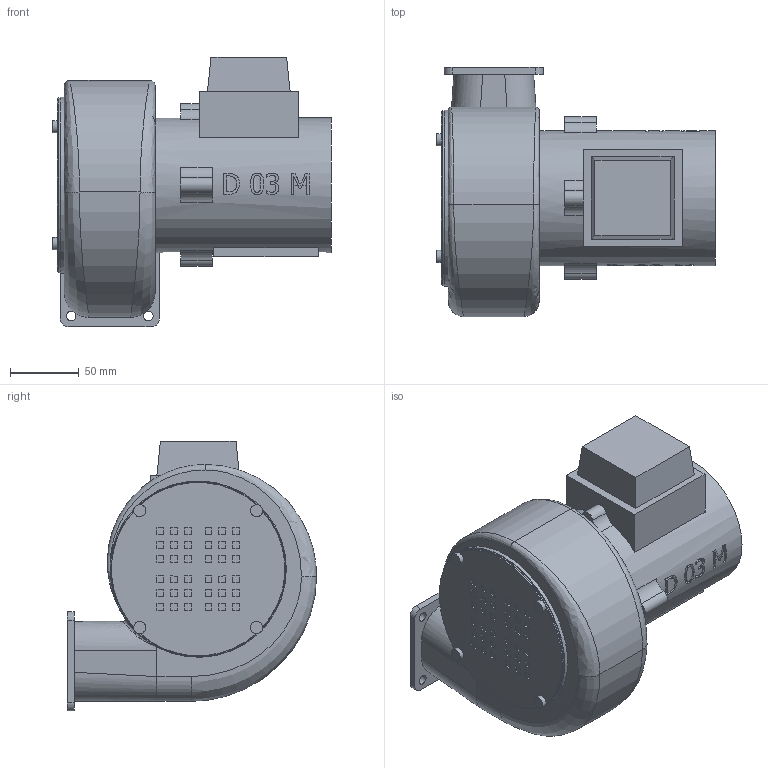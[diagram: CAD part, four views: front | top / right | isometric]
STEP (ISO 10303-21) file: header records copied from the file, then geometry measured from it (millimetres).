
FILE_DESCRIPTION((''),'2;1');
FILE_NAME('TB-3247.stp','2007-01-23T09:00:15',('kraft'),(''),'Autodesk Inventor 11','Autodesk Inventor 11','');
FILE_SCHEMA(('AUTOMOTIVE_DESIGN { 1 0 10303 214 1 1 1 1 }'));
Length unit declared in the file: millimetre
Products named in the file (1): TB-3247
Bounding box: 202.5 x 181 x 196 mm (x, y, z)
Volume: 2662671.2 mm3; surface area: 178966.5 mm2
Topology: 1 solids, 10 shells, 469 faces, 1267 edges, 836 vertices
Faces by surface type: plane 309, bspline 109, cylinder 50, torus 1
Full cylindrical faces by diameter (mm): 7 x4, 8.8 x4, 28 x1, 60 x1, 90 x1, 98 x1, 112 x1, 124 x1, 126 x1, 127 x1, 128 x1
Entity records: 18683 total; most frequent: CARTESIAN_POINT 7694, ORIENTED_EDGE 2378, DIRECTION 1904, EDGE_CURVE 1189, VECTOR 824, LINE 824, VERTEX_POINT 798, EDGE_LOOP 603
